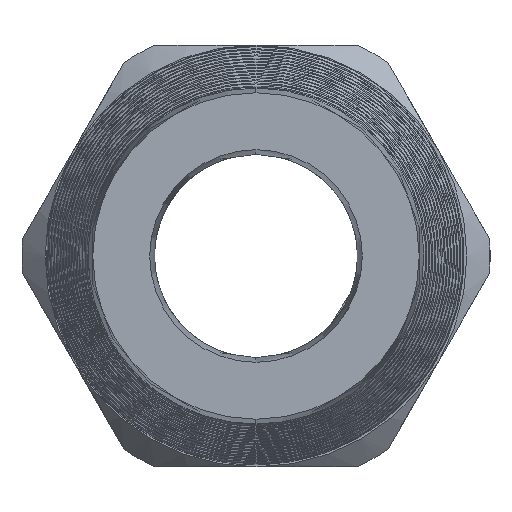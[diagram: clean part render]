
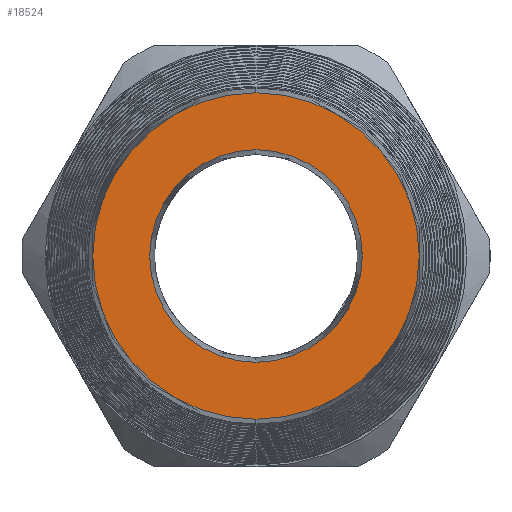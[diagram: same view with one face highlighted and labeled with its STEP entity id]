
A CAD part, left-side view. The second image highlights one B-rep face of the part: STEP entity #18524.
In plain terms, the highlighted planar face has unit normal (-1, 0, 0).
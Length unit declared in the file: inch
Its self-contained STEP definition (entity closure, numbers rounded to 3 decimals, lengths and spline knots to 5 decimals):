
#5332 = CARTESIAN_POINT ( 'NONE',  ( -4.80022, 0., 0.50308 ) ) ;
#5340 = CARTESIAN_POINT ( 'NONE',  ( -4.80022, 0., -0.50308 ) ) ;
#5418 = DIRECTION ( 'NONE',  ( 0., 0., 1. ) ) ;
#5419 = DIRECTION ( 'NONE',  ( -1., 0., 0. ) ) ;
#5420 = CARTESIAN_POINT ( 'NONE',  ( -4.80022, 0., 0. ) ) ;
#5421 = AXIS2_PLACEMENT_3D ( 'NONE', #5420, #5419, #5418 ) ;
#5422 = CIRCLE ( 'NONE', #5421, 0.50308 ) ;
#5519 = DIRECTION ( 'NONE',  ( 0., 0., 1. ) ) ;
#5520 = DIRECTION ( 'NONE',  ( -1., 0., 0. ) ) ;
#5521 = CARTESIAN_POINT ( 'NONE',  ( -4.80022, 0., 0. ) ) ;
#5522 = AXIS2_PLACEMENT_3D ( 'NONE', #5521, #5520, #5519 ) ;
#5523 = CIRCLE ( 'NONE', #5522, 0.3276 ) ;
#8513 = CARTESIAN_POINT ( 'NONE',  ( -4.80022, 0., -0.3276 ) ) ;
#8514 = CARTESIAN_POINT ( 'NONE',  ( -4.80022, 0., 0.3276 ) ) ;
#15599 = DIRECTION ( 'NONE',  ( 0., 0., 1. ) ) ;
#15600 = DIRECTION ( 'NONE',  ( -1., 0., 0. ) ) ;
#15601 = AXIS2_PLACEMENT_3D ( 'NONE', #15604, #15600, #15599 ) ;
#15602 = CIRCLE ( 'NONE', #15601, 0.50308 ) ;
#15604 = CARTESIAN_POINT ( 'NONE',  ( -4.80022, 0., 0. ) ) ;
#15648 = FACE_OUTER_BOUND ( 'NONE', #18414, .T. ) ;
#15672 = DIRECTION ( 'NONE',  ( 0., 0., 1. ) ) ;
#15673 = DIRECTION ( 'NONE',  ( -1., 0., 0. ) ) ;
#15674 = CARTESIAN_POINT ( 'NONE',  ( -4.80022, 0., 0. ) ) ;
#15675 = AXIS2_PLACEMENT_3D ( 'NONE', #15674, #15673, #15672 ) ;
#15676 = PLANE ( 'NONE',  #15675 ) ;
#15678 = FACE_BOUND ( 'NONE', #18588, .T. ) ;
#15769 = DIRECTION ( 'NONE',  ( 0., 0., 1. ) ) ;
#15770 = DIRECTION ( 'NONE',  ( -1., 0., 0. ) ) ;
#15771 = AXIS2_PLACEMENT_3D ( 'NONE', #15778, #15770, #15769 ) ;
#15772 = CIRCLE ( 'NONE', #15771, 0.3276 ) ;
#15778 = CARTESIAN_POINT ( 'NONE',  ( -4.80022, 0., 0. ) ) ;
#18362 = ORIENTED_EDGE ( 'NONE', *, *, #19383, .T. ) ;
#18414 = EDGE_LOOP ( 'NONE', ( #18436, #18362 ) ) ;
#18436 = ORIENTED_EDGE ( 'NONE', *, *, #18476, .T. ) ;
#18476 = EDGE_CURVE ( 'NONE', #19378, #19366, #15602, .T. ) ;
#18524 = ADVANCED_FACE ( 'NONE', ( #15648, #15678 ), #15676, .T. ) ;
#18546 = ORIENTED_EDGE ( 'NONE', *, *, #20341, .F. ) ;
#18588 = EDGE_LOOP ( 'NONE', ( #18593, #18546 ) ) ;
#18591 = EDGE_CURVE ( 'NONE', #20655, #20658, #15772, .T. ) ;
#18593 = ORIENTED_EDGE ( 'NONE', *, *, #18591, .F. ) ;
#19366 = VERTEX_POINT ( 'NONE', #5340 ) ;
#19378 = VERTEX_POINT ( 'NONE', #5332 ) ;
#19383 = EDGE_CURVE ( 'NONE', #19366, #19378, #5422, .T. ) ;
#20341 = EDGE_CURVE ( 'NONE', #20658, #20655, #5523, .T. ) ;
#20655 = VERTEX_POINT ( 'NONE', #8514 ) ;
#20658 = VERTEX_POINT ( 'NONE', #8513 ) ;
